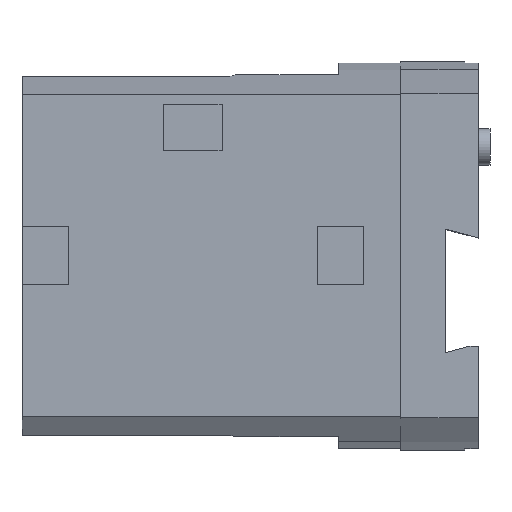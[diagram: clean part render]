
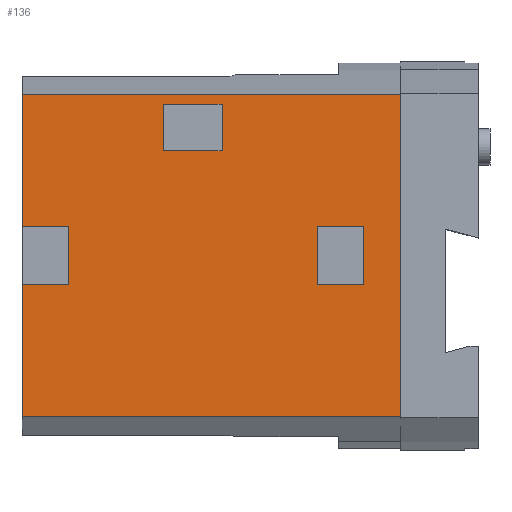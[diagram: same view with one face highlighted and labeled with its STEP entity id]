
A CAD part, top view. The second image highlights one B-rep face of the part: STEP entity #136.
In plain terms, the highlighted planar face has unit normal (0, 0, 1).
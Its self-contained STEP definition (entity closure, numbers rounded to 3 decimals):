
#44=FACE_BOUND('',#361,.T.);
#45=FACE_BOUND('',#362,.T.);
#46=FACE_BOUND('',#363,.T.);
#136=ADVANCED_FACE('',(#44,#45,#46),#207,.F.);
#207=PLANE('',#1645);
#361=EDGE_LOOP('',(#675,#676,#677,#678));
#362=EDGE_LOOP('',(#679,#680,#681,#682));
#363=EDGE_LOOP('',(#683,#684,#685,#686,#687,#688,#689,#690));
#675=ORIENTED_EDGE('',*,*,#1065,.T.);
#676=ORIENTED_EDGE('',*,*,#1072,.T.);
#677=ORIENTED_EDGE('',*,*,#1070,.T.);
#678=ORIENTED_EDGE('',*,*,#1068,.T.);
#679=ORIENTED_EDGE('',*,*,#1077,.T.);
#680=ORIENTED_EDGE('',*,*,#1084,.T.);
#681=ORIENTED_EDGE('',*,*,#1082,.T.);
#682=ORIENTED_EDGE('',*,*,#1080,.T.);
#683=ORIENTED_EDGE('',*,*,#1060,.T.);
#684=ORIENTED_EDGE('',*,*,#1057,.T.);
#685=ORIENTED_EDGE('',*,*,#1125,.T.);
#686=ORIENTED_EDGE('',*,*,#1136,.F.);
#687=ORIENTED_EDGE('',*,*,#1132,.F.);
#688=ORIENTED_EDGE('',*,*,#1137,.T.);
#689=ORIENTED_EDGE('',*,*,#1126,.T.);
#690=ORIENTED_EDGE('',*,*,#1054,.T.);
#892=VERTEX_POINT('',#2287);
#893=VERTEX_POINT('',#2288);
#894=VERTEX_POINT('',#2293);
#895=VERTEX_POINT('',#2294);
#900=VERTEX_POINT('',#2310);
#901=VERTEX_POINT('',#2311);
#902=VERTEX_POINT('',#2316);
#903=VERTEX_POINT('',#2320);
#908=VERTEX_POINT('',#2335);
#909=VERTEX_POINT('',#2336);
#910=VERTEX_POINT('',#2341);
#911=VERTEX_POINT('',#2345);
#940=VERTEX_POINT('',#2428);
#941=VERTEX_POINT('',#2431);
#945=VERTEX_POINT('',#2441);
#946=VERTEX_POINT('',#2443);
#1054=EDGE_CURVE('',#892,#893,#1247,.T.);
#1057=EDGE_CURVE('',#894,#895,#1250,.T.);
#1060=EDGE_CURVE('',#893,#894,#1253,.T.);
#1065=EDGE_CURVE('',#900,#901,#1258,.T.);
#1068=EDGE_CURVE('',#902,#900,#1261,.T.);
#1070=EDGE_CURVE('',#903,#902,#1263,.T.);
#1072=EDGE_CURVE('',#901,#903,#1265,.T.);
#1077=EDGE_CURVE('',#908,#909,#1270,.T.);
#1080=EDGE_CURVE('',#910,#908,#1273,.T.);
#1082=EDGE_CURVE('',#911,#910,#1275,.T.);
#1084=EDGE_CURVE('',#909,#911,#1277,.T.);
#1125=EDGE_CURVE('',#895,#940,#1314,.T.);
#1126=EDGE_CURVE('',#941,#892,#1315,.T.);
#1132=EDGE_CURVE('',#945,#946,#1321,.T.);
#1136=EDGE_CURVE('',#946,#940,#1325,.T.);
#1137=EDGE_CURVE('',#945,#941,#1326,.T.);
#1247=LINE('',#2286,#1433);
#1250=LINE('',#2292,#1436);
#1253=LINE('',#2298,#1439);
#1258=LINE('',#2309,#1444);
#1261=LINE('',#2315,#1447);
#1263=LINE('',#2319,#1449);
#1265=LINE('',#2323,#1451);
#1270=LINE('',#2334,#1456);
#1273=LINE('',#2340,#1459);
#1275=LINE('',#2344,#1461);
#1277=LINE('',#2348,#1463);
#1314=LINE('',#2429,#1500);
#1315=LINE('',#2430,#1501);
#1321=LINE('',#2442,#1507);
#1325=LINE('',#2449,#1511);
#1326=LINE('',#2451,#1512);
#1433=VECTOR('',#1850,1.);
#1436=VECTOR('',#1855,1.);
#1439=VECTOR('',#1860,1.);
#1444=VECTOR('',#1869,1.);
#1447=VECTOR('',#1874,1.);
#1449=VECTOR('',#1878,1.);
#1451=VECTOR('',#1882,1.);
#1456=VECTOR('',#1891,1.);
#1459=VECTOR('',#1896,1.);
#1461=VECTOR('',#1900,1.);
#1463=VECTOR('',#1904,1.);
#1500=VECTOR('',#1971,1.);
#1501=VECTOR('',#1972,1.);
#1507=VECTOR('',#1980,1.);
#1511=VECTOR('',#1986,1.);
#1512=VECTOR('',#1989,1.);
#1645=AXIS2_PLACEMENT_3D('',#2452,#1990,#1991);
#1850=DIRECTION('',(1.,0.,0.));
#1855=DIRECTION('',(-1.,0.,0.));
#1860=DIRECTION('',(0.,-1.,0.));
#1869=DIRECTION('',(1.,0.,0.));
#1874=DIRECTION('',(0.,1.,0.));
#1878=DIRECTION('',(-1.,0.,0.));
#1882=DIRECTION('',(0.,-1.,0.));
#1891=DIRECTION('',(1.,0.,0.));
#1896=DIRECTION('',(0.,1.,0.));
#1900=DIRECTION('',(-1.,0.,0.));
#1904=DIRECTION('',(0.,-1.,0.));
#1971=DIRECTION('',(0.,-1.,0.));
#1972=DIRECTION('',(0.,-1.,0.));
#1980=DIRECTION('',(0.,-1.,0.));
#1986=DIRECTION('',(-1.,0.,0.));
#1989=DIRECTION('',(-1.,0.,0.));
#1990=DIRECTION('',(0.,0.,-1.));
#1991=DIRECTION('',(0.,1.,0.));
#2286=CARTESIAN_POINT('',(-44.,7.5,0.));
#2287=CARTESIAN_POINT('',(-44.,7.5,0.));
#2288=CARTESIAN_POINT('',(-32.,7.5,0.));
#2292=CARTESIAN_POINT('',(-32.,-7.5,0.));
#2293=CARTESIAN_POINT('',(-32.,-7.5,0.));
#2294=CARTESIAN_POINT('',(-44.,-7.5,0.));
#2298=CARTESIAN_POINT('',(-32.,7.5,0.));
#2309=CARTESIAN_POINT('',(-7.5,39.,0.));
#2310=CARTESIAN_POINT('',(-7.5,39.,0.));
#2311=CARTESIAN_POINT('',(7.5,39.,0.));
#2315=CARTESIAN_POINT('',(-7.5,27.,0.));
#2316=CARTESIAN_POINT('',(-7.5,27.,0.));
#2319=CARTESIAN_POINT('',(7.5,27.,0.));
#2320=CARTESIAN_POINT('',(7.5,27.,0.));
#2323=CARTESIAN_POINT('',(7.5,39.,0.));
#2334=CARTESIAN_POINT('',(32.,7.5,0.));
#2335=CARTESIAN_POINT('',(32.,7.5,0.));
#2336=CARTESIAN_POINT('',(44.,7.5,0.));
#2340=CARTESIAN_POINT('',(32.,-7.5,0.));
#2341=CARTESIAN_POINT('',(32.,-7.5,0.));
#2344=CARTESIAN_POINT('',(44.,-7.5,0.));
#2345=CARTESIAN_POINT('',(44.,-7.5,0.));
#2348=CARTESIAN_POINT('',(44.,7.5,0.));
#2428=CARTESIAN_POINT('',(-44.,-41.5,0.));
#2429=CARTESIAN_POINT('',(-44.,41.5,0.));
#2430=CARTESIAN_POINT('',(-44.,41.5,0.));
#2431=CARTESIAN_POINT('',(-44.,41.5,0.));
#2441=CARTESIAN_POINT('',(53.5,41.5,0.));
#2442=CARTESIAN_POINT('',(53.5,41.5,0.));
#2443=CARTESIAN_POINT('',(53.5,-41.5,0.));
#2449=CARTESIAN_POINT('',(53.5,-41.5,0.));
#2451=CARTESIAN_POINT('',(53.5,41.5,0.));
#2452=CARTESIAN_POINT('',(53.5,41.5,0.));
